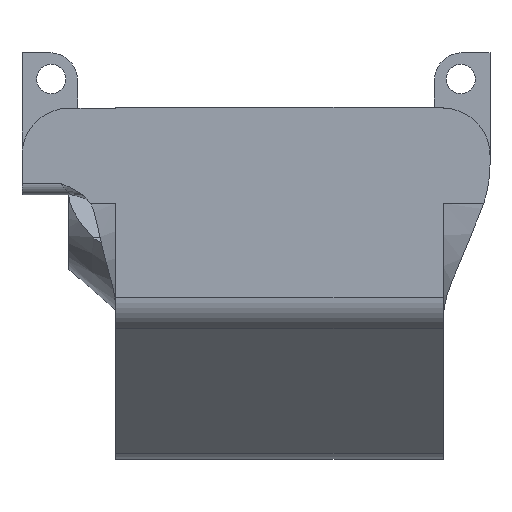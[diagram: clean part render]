
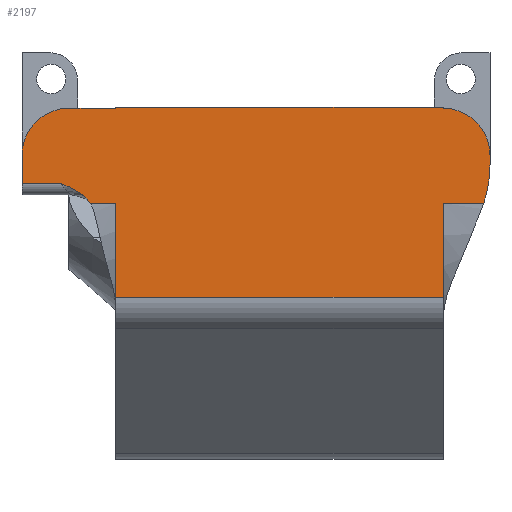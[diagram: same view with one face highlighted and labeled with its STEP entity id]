
A CAD part, left-side view. The second image highlights one B-rep face of the part: STEP entity #2197.
In plain terms, the highlighted planar face has unit normal (-1, 0, 0).
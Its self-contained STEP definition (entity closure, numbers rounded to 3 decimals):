
#41=ELLIPSE('',#2337,10.149,10.);
#69=B_SPLINE_CURVE_WITH_KNOTS('',3,(#3248,#3249,#3250,#3251,#3252,#3253,
#3254,#3255,#3256,#3257,#3258,#3259,#3260,#3261),.UNSPECIFIED.,.F.,.F.,
(4,2,2,2,2,2,4),(0.085,0.087,0.208,
0.324,0.393,0.466,0.467),
 .UNSPECIFIED.);
#119=PLANE('',#2336);
#181=FACE_OUTER_BOUND('',#295,.T.);
#295=EDGE_LOOP('',(#1498,#1499,#1500,#1501,#1502,#1503,#1504,#1505,#1506,
#1507,#1508,#1509,#1510,#1511,#1512,#1513));
#412=LINE('',#3145,#611);
#417=LINE('',#3157,#616);
#428=LINE('',#3190,#627);
#430=LINE('',#3194,#629);
#433=LINE('',#3199,#632);
#434=LINE('',#3218,#633);
#435=LINE('',#3221,#634);
#436=LINE('',#3234,#635);
#437=LINE('',#3238,#636);
#438=LINE('',#3241,#637);
#439=LINE('',#3245,#638);
#440=LINE('',#3247,#639);
#611=VECTOR('',#2531,10.);
#616=VECTOR('',#2542,10.);
#627=VECTOR('',#2567,10.);
#629=VECTOR('',#2571,10.);
#632=VECTOR('',#2576,10.);
#633=VECTOR('',#2583,10.);
#634=VECTOR('',#2586,10.);
#635=VECTOR('',#2591,10.);
#636=VECTOR('',#2594,10.);
#637=VECTOR('',#2597,10.);
#638=VECTOR('',#2600,10.);
#639=VECTOR('',#2601,10.);
#818=CIRCLE('',#2338,4.);
#819=CIRCLE('',#2339,4.);
#880=VERTEX_POINT('',#3142);
#881=VERTEX_POINT('',#3144);
#885=VERTEX_POINT('',#3156);
#899=VERTEX_POINT('',#3187);
#900=VERTEX_POINT('',#3189);
#901=VERTEX_POINT('',#3193);
#902=VERTEX_POINT('',#3197);
#903=VERTEX_POINT('',#3201);
#907=VERTEX_POINT('',#3213);
#908=VERTEX_POINT('',#3220);
#911=VERTEX_POINT('',#3235);
#912=VERTEX_POINT('',#3237);
#913=VERTEX_POINT('',#3240);
#914=VERTEX_POINT('',#3242);
#915=VERTEX_POINT('',#3244);
#916=VERTEX_POINT('',#3246);
#1108=EDGE_CURVE('',#880,#881,#412,.T.);
#1114=EDGE_CURVE('',#885,#881,#417,.T.);
#1130=EDGE_CURVE('',#900,#899,#428,.T.);
#1132=EDGE_CURVE('',#900,#901,#430,.T.);
#1135=EDGE_CURVE('',#901,#902,#433,.T.);
#1140=EDGE_CURVE('',#907,#903,#434,.T.);
#1141=EDGE_CURVE('',#885,#908,#435,.T.);
#1145=EDGE_CURVE('',#903,#880,#436,.T.);
#1146=EDGE_CURVE('',#911,#907,#41,.T.);
#1147=EDGE_CURVE('',#912,#911,#437,.T.);
#1148=EDGE_CURVE('',#902,#912,#818,.T.);
#1149=EDGE_CURVE('',#899,#913,#438,.T.);
#1150=EDGE_CURVE('',#914,#913,#819,.T.);
#1151=EDGE_CURVE('',#915,#914,#439,.T.);
#1152=EDGE_CURVE('',#916,#915,#440,.T.);
#1153=EDGE_CURVE('',#916,#908,#69,.F.);
#1498=ORIENTED_EDGE('',*,*,#1108,.F.);
#1499=ORIENTED_EDGE('',*,*,#1145,.F.);
#1500=ORIENTED_EDGE('',*,*,#1140,.F.);
#1501=ORIENTED_EDGE('',*,*,#1146,.F.);
#1502=ORIENTED_EDGE('',*,*,#1147,.F.);
#1503=ORIENTED_EDGE('',*,*,#1148,.F.);
#1504=ORIENTED_EDGE('',*,*,#1135,.F.);
#1505=ORIENTED_EDGE('',*,*,#1132,.F.);
#1506=ORIENTED_EDGE('',*,*,#1130,.T.);
#1507=ORIENTED_EDGE('',*,*,#1149,.T.);
#1508=ORIENTED_EDGE('',*,*,#1150,.F.);
#1509=ORIENTED_EDGE('',*,*,#1151,.F.);
#1510=ORIENTED_EDGE('',*,*,#1152,.F.);
#1511=ORIENTED_EDGE('',*,*,#1153,.T.);
#1512=ORIENTED_EDGE('',*,*,#1141,.F.);
#1513=ORIENTED_EDGE('',*,*,#1114,.T.);
#2197=ADVANCED_FACE('',(#181),#119,.T.);
#2336=AXIS2_PLACEMENT_3D('',#3233,#2589,#2590);
#2337=AXIS2_PLACEMENT_3D('',#3236,#2592,#2593);
#2338=AXIS2_PLACEMENT_3D('',#3239,#2595,#2596);
#2339=AXIS2_PLACEMENT_3D('',#3243,#2598,#2599);
#2531=DIRECTION('',(0.,1.,0.));
#2542=DIRECTION('',(0.,0.,-1.));
#2567=DIRECTION('',(0.,0.,-1.));
#2571=DIRECTION('',(0.,-1.,0.));
#2576=DIRECTION('',(0.,0.,-1.));
#2583=DIRECTION('',(0.,1.,0.));
#2586=DIRECTION('',(0.,1.,0.));
#2589=DIRECTION('center_axis',(-1.,0.,0.));
#2590=DIRECTION('ref_axis',(0.,0.,1.));
#2591=DIRECTION('',(0.,0.,-1.));
#2592=DIRECTION('center_axis',(1.,0.,0.));
#2593=DIRECTION('ref_axis',(0.,0.,-1.));
#2594=DIRECTION('',(0.,0.,-1.));
#2595=DIRECTION('center_axis',(1.,0.,0.));
#2596=DIRECTION('ref_axis',(0.,-0.707,0.707));
#2597=DIRECTION('',(0.,1.,0.));
#2598=DIRECTION('center_axis',(1.,0.,0.));
#2599=DIRECTION('ref_axis',(0.,0.707,0.707));
#2600=DIRECTION('',(0.,0.,1.));
#2601=DIRECTION('',(0.,1.,0.));
#3142=CARTESIAN_POINT('',(-41.,-14.,15.854));
#3144=CARTESIAN_POINT('',(-41.,14.,15.854));
#3145=CARTESIAN_POINT('',(-41.,0.,15.854));
#3156=CARTESIAN_POINT('',(-41.,14.,23.889));
#3157=CARTESIAN_POINT('',(-41.,14.,32.074));
#3187=CARTESIAN_POINT('',(-41.,14.,32.));
#3189=CARTESIAN_POINT('',(-41.,14.,32.074));
#3190=CARTESIAN_POINT('',(-41.,14.,32.074));
#3193=CARTESIAN_POINT('',(-41.,-14.,32.074));
#3194=CARTESIAN_POINT('',(-41.,14.,32.074));
#3197=CARTESIAN_POINT('',(-41.,-14.,32.));
#3199=CARTESIAN_POINT('',(-41.,-14.,32.074));
#3201=CARTESIAN_POINT('',(-41.,-14.,23.889));
#3213=CARTESIAN_POINT('',(-41.,-17.464,23.889));
#3218=CARTESIAN_POINT('',(-41.,0.,23.889));
#3220=CARTESIAN_POINT('',(-41.,16.159,23.889));
#3221=CARTESIAN_POINT('',(-41.,0.,23.889));
#3233=CARTESIAN_POINT('Origin',(-41.,0.,2.));
#3234=CARTESIAN_POINT('',(-41.,-14.,32.074));
#3235=CARTESIAN_POINT('',(-41.,-18.,27.166));
#3236=CARTESIAN_POINT('Origin',(-41.,-8.,27.166));
#3237=CARTESIAN_POINT('',(-41.,-18.,28.));
#3238=CARTESIAN_POINT('',(-41.,-18.,32.));
#3239=CARTESIAN_POINT('Origin',(-41.,-14.,28.));
#3240=CARTESIAN_POINT('',(-41.,18.,32.));
#3241=CARTESIAN_POINT('',(-41.,0.,32.));
#3242=CARTESIAN_POINT('',(-41.,22.,28.));
#3243=CARTESIAN_POINT('Origin',(-41.,18.,28.));
#3244=CARTESIAN_POINT('',(-41.,22.,25.596));
#3245=CARTESIAN_POINT('',(-41.,22.,32.));
#3246=CARTESIAN_POINT('',(-41.,18.679,25.596));
#3247=CARTESIAN_POINT('',(-41.,11.,25.596));
#3248=CARTESIAN_POINT('Ctrl Pts',(-41.,16.159,23.889));
#3249=CARTESIAN_POINT('Ctrl Pts',(-41.,16.164,23.896));
#3250=CARTESIAN_POINT('Ctrl Pts',(-41.,16.169,23.904));
#3251=CARTESIAN_POINT('Ctrl Pts',(-41.,16.399,24.247));
#3252=CARTESIAN_POINT('Ctrl Pts',(-41.,16.68,24.496));
#3253=CARTESIAN_POINT('Ctrl Pts',(-41.,17.168,24.852));
#3254=CARTESIAN_POINT('Ctrl Pts',(-41.,17.426,25.));
#3255=CARTESIAN_POINT('Ctrl Pts',(-41.,17.845,25.213));
#3256=CARTESIAN_POINT('Ctrl Pts',(-41.,18.003,25.288));
#3257=CARTESIAN_POINT('Ctrl Pts',(-41.,18.331,25.439));
#3258=CARTESIAN_POINT('Ctrl Pts',(-41.,18.501,25.515));
#3259=CARTESIAN_POINT('Ctrl Pts',(-41.,18.673,25.594));
#3260=CARTESIAN_POINT('Ctrl Pts',(-41.,18.676,25.595));
#3261=CARTESIAN_POINT('Ctrl Pts',(-41.,18.679,25.596));
